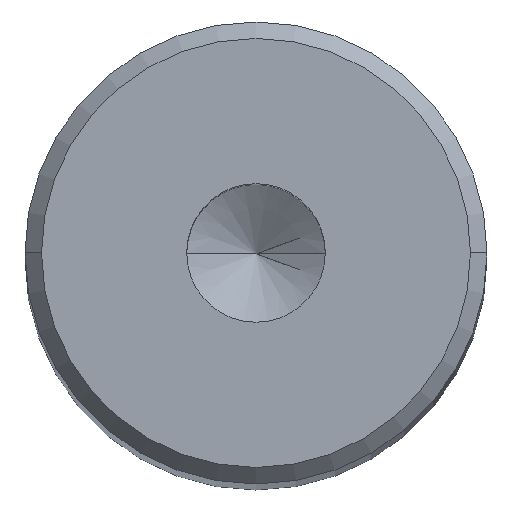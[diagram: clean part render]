
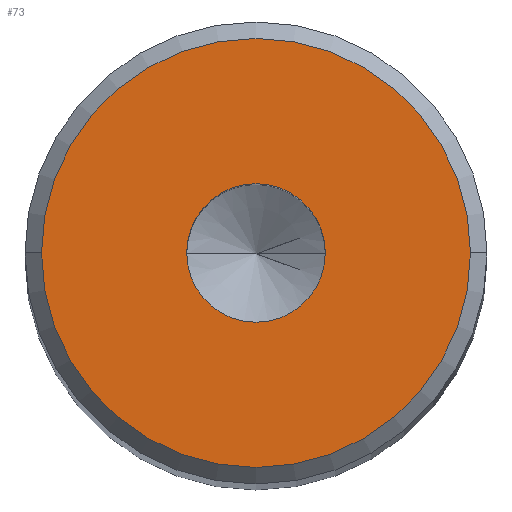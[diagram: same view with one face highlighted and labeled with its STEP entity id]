
A CAD part, top view. The second image highlights one B-rep face of the part: STEP entity #73.
In plain terms, the highlighted planar face has unit normal (0, 0, 1).
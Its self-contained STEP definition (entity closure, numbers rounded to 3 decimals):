
#17 = ORIENTED_EDGE ( 'NONE', *, *, #520, .F. ) ;
#23 = EDGE_LOOP ( 'NONE', ( #488, #108 ) ) ;
#28 = DIRECTION ( 'NONE',  ( 1., 0., 0. ) ) ;
#38 = CIRCLE ( 'NONE', #356, 6.5 ) ;
#40 = VERTEX_POINT ( 'NONE', #287 ) ;
#62 = DIRECTION ( 'NONE',  ( 1., 0., 0. ) ) ;
#64 = CARTESIAN_POINT ( 'NONE',  ( -6.5, 0., 0. ) ) ;
#68 = DIRECTION ( 'NONE',  ( 1., 0., 0. ) ) ;
#70 = DIRECTION ( 'NONE',  ( 1., 0., 0. ) ) ;
#73 = ADVANCED_FACE ( 'NONE', ( #506, #103 ), #291, .T. ) ;
#103 = FACE_OUTER_BOUND ( 'NONE', #23, .T. ) ;
#108 = ORIENTED_EDGE ( 'NONE', *, *, #260, .T. ) ;
#111 = VERTEX_POINT ( 'NONE', #430 ) ;
#155 = CARTESIAN_POINT ( 'NONE',  ( 0., 0., 0. ) ) ;
#163 = CIRCLE ( 'NONE', #226, 2.1 ) ;
#178 = ORIENTED_EDGE ( 'NONE', *, *, #268, .F. ) ;
#213 = AXIS2_PLACEMENT_3D ( 'NONE', #155, #247, #62 ) ;
#226 = AXIS2_PLACEMENT_3D ( 'NONE', #568, #478, #68 ) ;
#247 = DIRECTION ( 'NONE',  ( 0., 0., 1. ) ) ;
#257 = DIRECTION ( 'NONE',  ( 0., 0., 1. ) ) ;
#259 = DIRECTION ( 'NONE',  ( 0., 0., 1. ) ) ;
#260 = EDGE_CURVE ( 'NONE', #111, #495, #38, .T. ) ;
#268 = EDGE_CURVE ( 'NONE', #462, #40, #523, .T. ) ;
#287 = CARTESIAN_POINT ( 'NONE',  ( 2.1, 0., 0. ) ) ;
#291 = PLANE ( 'NONE',  #213 ) ;
#297 = CARTESIAN_POINT ( 'NONE',  ( -2.1, 0., 0. ) ) ;
#355 = DIRECTION ( 'NONE',  ( 0., 0., 1. ) ) ;
#356 = AXIS2_PLACEMENT_3D ( 'NONE', #358, #355, #70 ) ;
#358 = CARTESIAN_POINT ( 'NONE',  ( 0., 0., 0. ) ) ;
#363 = CIRCLE ( 'NONE', #584, 6.5 ) ;
#426 = DIRECTION ( 'NONE',  ( 1., 0., 0. ) ) ;
#430 = CARTESIAN_POINT ( 'NONE',  ( 6.5, 0., 0. ) ) ;
#435 = EDGE_LOOP ( 'NONE', ( #17, #178 ) ) ;
#462 = VERTEX_POINT ( 'NONE', #297 ) ;
#464 = EDGE_CURVE ( 'NONE', #495, #111, #363, .T. ) ;
#478 = DIRECTION ( 'NONE',  ( 0., 0., 1. ) ) ;
#488 = ORIENTED_EDGE ( 'NONE', *, *, #464, .T. ) ;
#495 = VERTEX_POINT ( 'NONE', #64 ) ;
#506 = FACE_BOUND ( 'NONE', #435, .T. ) ;
#520 = EDGE_CURVE ( 'NONE', #40, #462, #163, .T. ) ;
#522 = CARTESIAN_POINT ( 'NONE',  ( 0., 0., 0. ) ) ;
#523 = CIRCLE ( 'NONE', #572, 2.1 ) ;
#533 = CARTESIAN_POINT ( 'NONE',  ( 0., 0., 0. ) ) ;
#568 = CARTESIAN_POINT ( 'NONE',  ( 0., 0., 0. ) ) ;
#572 = AXIS2_PLACEMENT_3D ( 'NONE', #533, #257, #28 ) ;
#584 = AXIS2_PLACEMENT_3D ( 'NONE', #522, #259, #426 ) ;
